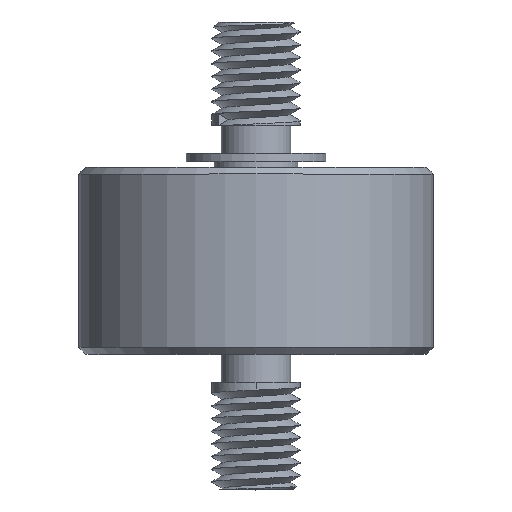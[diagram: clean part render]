
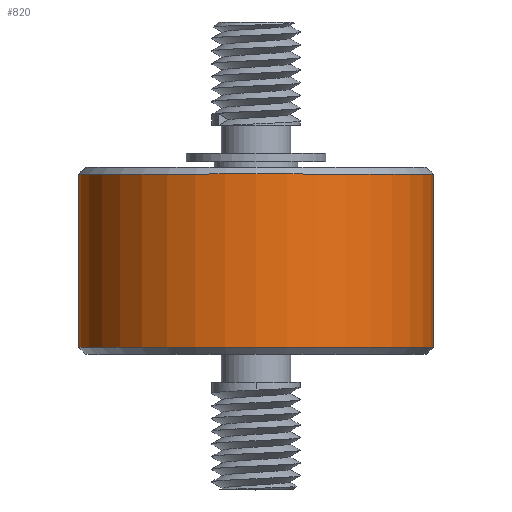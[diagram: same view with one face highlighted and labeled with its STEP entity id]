
A CAD part, top view. The second image highlights one B-rep face of the part: STEP entity #820.
In plain terms, the highlighted cylindrical face has radius 12.7 mm (diameter 25.4 mm), a full revolution.
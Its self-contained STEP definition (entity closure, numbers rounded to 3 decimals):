
#33=FACE_BOUND('',#118,.T.);
#70=FACE_OUTER_BOUND('',#117,.T.);
#117=EDGE_LOOP('',(#632,#633,#634,#635,#636,#637));
#118=EDGE_LOOP('',(#638,#639));
#152=CIRCLE('',#878,12.7);
#153=CIRCLE('',#879,12.7);
#156=CIRCLE('',#883,12.7);
#157=CIRCLE('',#884,12.7);
#222=B_SPLINE_CURVE_WITH_KNOTS('',3,(#2362,#2363,#2364,#2365,#2366,#2367,
#2368,#2369,#2370,#2371,#2372,#2373,#2374,#2375,#2376,#2377,#2378,#2379),
 .UNSPECIFIED.,.F.,.F.,(4,2,2,2,2,2,2,2,4),(0.762,0.953,
1.143,1.334,1.525,1.716,1.906,
2.097,2.287),.UNSPECIFIED.);
#223=B_SPLINE_CURVE_WITH_KNOTS('',3,(#2380,#2381,#2382,#2383,#2384,#2385,
#2386,#2387,#2388,#2389,#2390,#2391,#2392,#2393,#2394,#2395,#2396,#2397,
#2398),.UNSPECIFIED.,.F.,.F.,(4,2,2,2,3,2,2,2,4),(-0.762,-0.572,
-0.381,-0.191,0.,0.191,
0.381,0.572,0.762),.UNSPECIFIED.);
#259=LINE('',#2446,#295);
#295=VECTOR('',#1071,12.7);
#347=VERTEX_POINT('',#2267);
#348=VERTEX_POINT('',#2268);
#351=VERTEX_POINT('',#2277);
#352=VERTEX_POINT('',#2278);
#365=VERTEX_POINT('',#2359);
#366=VERTEX_POINT('',#2361);
#449=EDGE_CURVE('',#347,#348,#152,.T.);
#450=EDGE_CURVE('',#348,#347,#153,.T.);
#454=EDGE_CURVE('',#351,#352,#156,.T.);
#455=EDGE_CURVE('',#352,#351,#157,.T.);
#473=EDGE_CURVE('',#365,#366,#222,.T.);
#474=EDGE_CURVE('',#366,#365,#223,.T.);
#483=EDGE_CURVE('',#347,#352,#259,.T.);
#632=ORIENTED_EDGE('',*,*,#449,.T.);
#633=ORIENTED_EDGE('',*,*,#450,.T.);
#634=ORIENTED_EDGE('',*,*,#483,.T.);
#635=ORIENTED_EDGE('',*,*,#455,.T.);
#636=ORIENTED_EDGE('',*,*,#454,.T.);
#637=ORIENTED_EDGE('',*,*,#483,.F.);
#638=ORIENTED_EDGE('',*,*,#474,.F.);
#639=ORIENTED_EDGE('',*,*,#473,.F.);
#791=CYLINDRICAL_SURFACE('',#908,12.7);
#820=ADVANCED_FACE('',(#70,#33),#791,.T.);
#878=AXIS2_PLACEMENT_3D('',#2269,#1004,#1005);
#879=AXIS2_PLACEMENT_3D('',#2270,#1006,#1007);
#883=AXIS2_PLACEMENT_3D('',#2279,#1015,#1016);
#884=AXIS2_PLACEMENT_3D('',#2280,#1017,#1018);
#908=AXIS2_PLACEMENT_3D('',#2445,#1069,#1070);
#1004=DIRECTION('center_axis',(0.,1.,0.));
#1005=DIRECTION('ref_axis',(0.,0.,-1.));
#1006=DIRECTION('center_axis',(0.,1.,0.));
#1007=DIRECTION('ref_axis',(0.,0.,-1.));
#1015=DIRECTION('center_axis',(0.,-1.,0.));
#1016=DIRECTION('ref_axis',(0.,0.,1.));
#1017=DIRECTION('center_axis',(0.,-1.,0.));
#1018=DIRECTION('ref_axis',(0.,0.,1.));
#1069=DIRECTION('center_axis',(0.,-1.,0.));
#1070=DIRECTION('ref_axis',(0.,0.,-1.));
#1071=DIRECTION('',(0.,1.,0.));
#2267=CARTESIAN_POINT('',(0.,10.2,12.7));
#2268=CARTESIAN_POINT('',(0.,10.2,-12.7));
#2269=CARTESIAN_POINT('Origin',(0.,10.2,0.));
#2270=CARTESIAN_POINT('Origin',(0.,10.2,0.));
#2277=CARTESIAN_POINT('',(0.,22.6,-12.7));
#2278=CARTESIAN_POINT('',(0.,22.6,12.7));
#2279=CARTESIAN_POINT('Origin',(0.,22.6,0.));
#2280=CARTESIAN_POINT('Origin',(0.,22.6,0.));
#2359=CARTESIAN_POINT('',(0.,11.5,-12.7));
#2361=CARTESIAN_POINT('',(0.,21.5,-12.7));
#2362=CARTESIAN_POINT('Ctrl Pts',(0.,11.5,-12.7));
#2363=CARTESIAN_POINT('Ctrl Pts',(-0.635,11.5,-12.7));
#2364=CARTESIAN_POINT('Ctrl Pts',(-1.308,11.628,-12.648));
#2365=CARTESIAN_POINT('Ctrl Pts',(-2.538,12.141,-12.459));
#2366=CARTESIAN_POINT('Ctrl Pts',(-3.096,12.525,-12.325));
#2367=CARTESIAN_POINT('Ctrl Pts',(-3.976,13.405,-12.07));
#2368=CARTESIAN_POINT('Ctrl Pts',(-4.359,13.962,-11.932));
#2369=CARTESIAN_POINT('Ctrl Pts',(-4.872,15.192,-11.732));
#2370=CARTESIAN_POINT('Ctrl Pts',(-5.,15.864,-11.674));
#2371=CARTESIAN_POINT('Ctrl Pts',(-5.,17.136,-11.674));
#2372=CARTESIAN_POINT('Ctrl Pts',(-4.872,17.808,-11.732));
#2373=CARTESIAN_POINT('Ctrl Pts',(-4.359,19.038,-11.932));
#2374=CARTESIAN_POINT('Ctrl Pts',(-3.976,19.595,-12.07));
#2375=CARTESIAN_POINT('Ctrl Pts',(-3.096,20.475,-12.325));
#2376=CARTESIAN_POINT('Ctrl Pts',(-2.538,20.859,-12.459));
#2377=CARTESIAN_POINT('Ctrl Pts',(-1.308,21.372,-12.648));
#2378=CARTESIAN_POINT('Ctrl Pts',(-0.635,21.5,-12.7));
#2379=CARTESIAN_POINT('Ctrl Pts',(0.,21.5,-12.7));
#2380=CARTESIAN_POINT('Ctrl Pts',(0.,21.5,-12.7));
#2381=CARTESIAN_POINT('Ctrl Pts',(0.635,21.5,-12.7));
#2382=CARTESIAN_POINT('Ctrl Pts',(1.308,21.372,-12.648));
#2383=CARTESIAN_POINT('Ctrl Pts',(2.538,20.859,-12.459));
#2384=CARTESIAN_POINT('Ctrl Pts',(3.096,20.475,-12.325));
#2385=CARTESIAN_POINT('Ctrl Pts',(3.976,19.595,-12.07));
#2386=CARTESIAN_POINT('Ctrl Pts',(4.359,19.038,-11.932));
#2387=CARTESIAN_POINT('Ctrl Pts',(4.872,17.808,-11.732));
#2388=CARTESIAN_POINT('Ctrl Pts',(5.,17.136,-11.674));
#2389=CARTESIAN_POINT('Ctrl Pts',(5.,16.5,-11.674));
#2390=CARTESIAN_POINT('Ctrl Pts',(5.,15.864,-11.674));
#2391=CARTESIAN_POINT('Ctrl Pts',(4.872,15.192,-11.732));
#2392=CARTESIAN_POINT('Ctrl Pts',(4.359,13.962,-11.932));
#2393=CARTESIAN_POINT('Ctrl Pts',(3.976,13.405,-12.07));
#2394=CARTESIAN_POINT('Ctrl Pts',(3.096,12.525,-12.325));
#2395=CARTESIAN_POINT('Ctrl Pts',(2.538,12.141,-12.459));
#2396=CARTESIAN_POINT('Ctrl Pts',(1.308,11.628,-12.648));
#2397=CARTESIAN_POINT('Ctrl Pts',(0.635,11.5,-12.7));
#2398=CARTESIAN_POINT('Ctrl Pts',(0.,11.5,-12.7));
#2445=CARTESIAN_POINT('Origin',(0.,0.,0.));
#2446=CARTESIAN_POINT('',(0.,0.,12.7));
